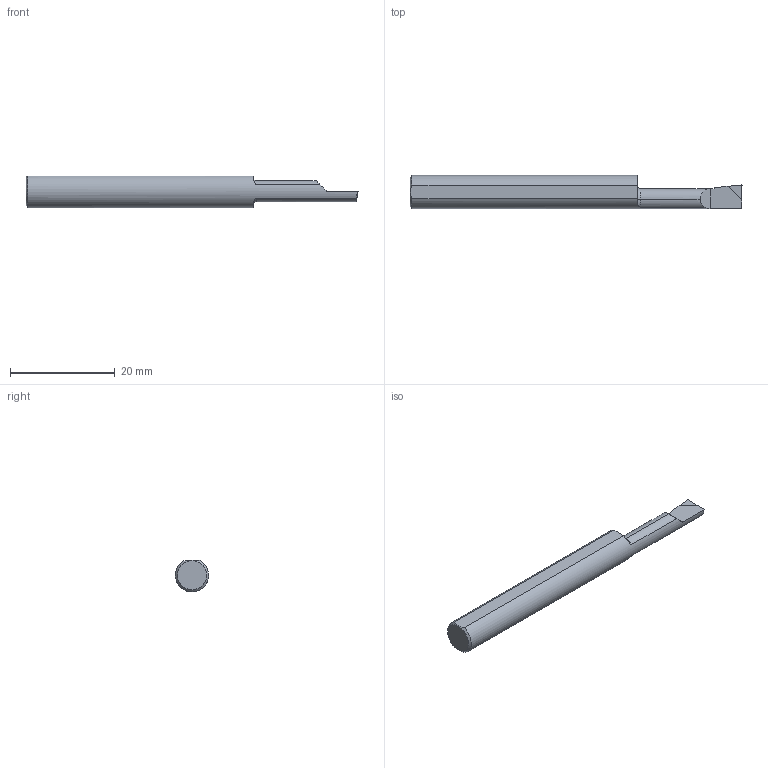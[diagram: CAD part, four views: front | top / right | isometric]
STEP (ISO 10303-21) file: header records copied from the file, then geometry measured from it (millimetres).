
FILE_DESCRIPTION (( 'STEP AP203' ), '1' );
FILE_NAME ('226337-CBN-B180750.STEP', '2024-04-29T20:11:29', ( '' ), ( '' ), 'SwSTEP 2.0', 'SolidWorks 2022', '' );
FILE_SCHEMA (( 'CONFIG_CONTROL_DESIGN' ));
Length unit declared in the file: inch
Products named in the file (3): 226337-CBN-B180750; CBN-B180_B180750; CBN-B180-INSERT_B140 INSERT
Assembly tree (2 placements, depth 2):
  226337-CBN-B180750
    CBN-B180_B180750
    CBN-B180-INSERT_B140 INSERT
Bounding box: 63.5 x 6.34 x 6.06 mm (x, y, z)
Volume: 1556.3 mm3; surface area: 1162.7 mm2
Topology: 2 solids, 2 shells, 31 faces, 78 edges, 51 vertices
Faces by surface type: plane 21, cylinder 5, torus 3, cone 2
Entity records: 1265 total; most frequent: CARTESIAN_POINT 231, ORIENTED_EDGE 156, DIRECTION 154, EDGE_CURVE 78, AXIS2_PLACEMENT_3D 54, VERTEX_POINT 51, VECTOR 46, LINE 46
